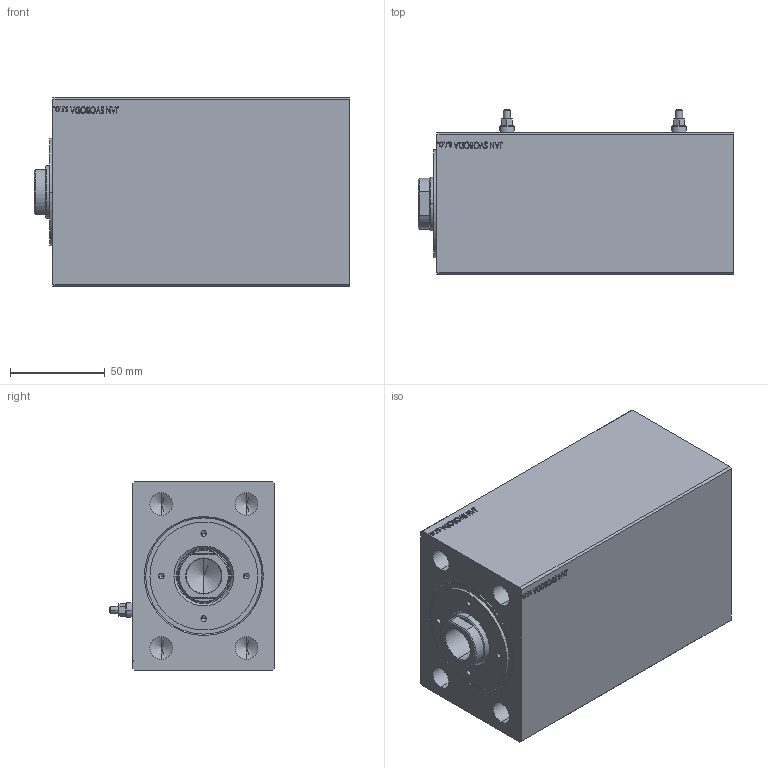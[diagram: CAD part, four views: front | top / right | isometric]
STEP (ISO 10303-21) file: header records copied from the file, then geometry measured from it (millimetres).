
FILE_DESCRIPTION (( 'STEP AP203' ), '1' );
FILE_NAME ('b951.STEP', '2026-02-02T09:21:58', ( '' ), ( '' ), 'SwSTEP 2.0', 'SolidWorks 2019', '' );
FILE_SCHEMA (( 'CONFIG_CONTROL_DESIGN' ));
Length unit declared in the file: millimetre
Products named in the file (5): b951; V500CZ_B_VC 44cebd5ee58b75e1bc23a7a99d6ad147; Zatka_Cushioning3 44cebd5ee58b75e1bc23a7a99d6ad147; V500CZ 44cebd5ee58b75e1bc23a7a99d6ad147; V500CZ_VNIT豊蚠攘ST 44cebd5ee58b75e1bc23a7a99d6ad147
Assembly tree (5 placements, depth 2):
  b951
    V500CZ 44cebd5ee58b75e1bc23a7a99d6ad147
    V500CZ_VNIT豊蚠攘ST 44cebd5ee58b75e1bc23a7a99d6ad147
    V500CZ_B_VC 44cebd5ee58b75e1bc23a7a99d6ad147
    Zatka_Cushioning3 44cebd5ee58b75e1bc23a7a99d6ad147  x2
Bounding box: 167 x 87.5 x 100 mm (x, y, z)
Volume: 1079179.9 mm3; surface area: 133128 mm2
Topology: 5 solids, 5 shells, 934 faces, 2362 edges, 1541 vertices
Faces by surface type: plane 424, bspline 380, cylinder 74, cone 56
Entity records: 45087 total; most frequent: CARTESIAN_POINT 25262, ORIENTED_EDGE 4560, DIRECTION 2732, EDGE_CURVE 2280, VERTEX_POINT 1507, LINE 1346, VECTOR 1346, EDGE_LOOP 1035
